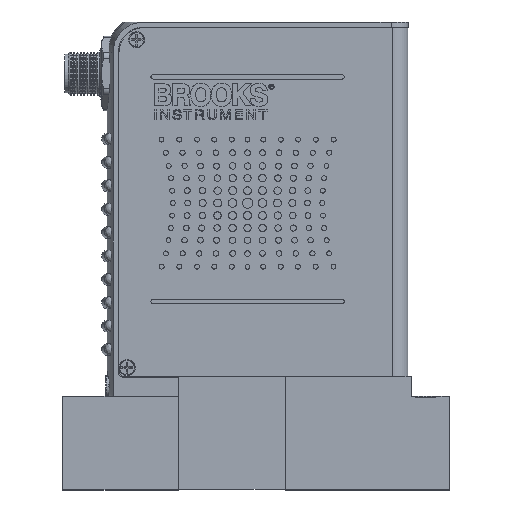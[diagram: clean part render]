
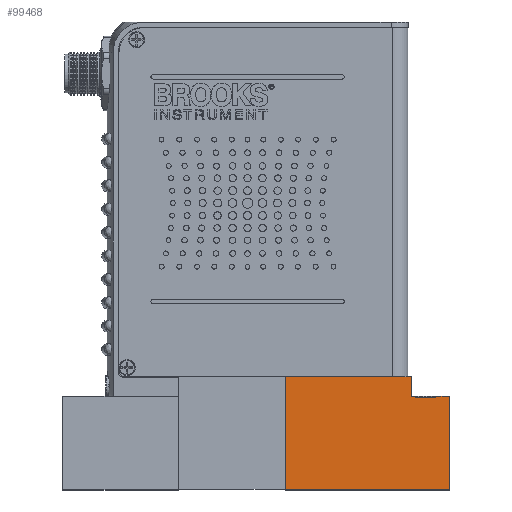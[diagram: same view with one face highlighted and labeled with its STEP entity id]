
A CAD part, top view. The second image highlights one B-rep face of the part: STEP entity #99468.
In plain terms, the highlighted planar face has unit normal (0, 0, 1).
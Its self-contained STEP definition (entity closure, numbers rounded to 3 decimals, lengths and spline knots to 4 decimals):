
#441 = CARTESIAN_POINT ( 'NONE',  ( 1.0259, 0.8811, 0.56 ) ) ;
#3632 = VECTOR ( 'NONE', #18309, 39.3701 ) ;
#6157 = VECTOR ( 'NONE', #36338, 39.3701 ) ;
#7851 = CARTESIAN_POINT ( 'NONE',  ( 1.0713, 0.8711, 0.56 ) ) ;
#9664 = CARTESIAN_POINT ( 'NONE',  ( 1.2906, 0.8811, 0.56 ) ) ;
#11168 = DIRECTION ( 'NONE',  ( 1., 0., 0. ) ) ;
#16218 = VECTOR ( 'NONE', #64012, 39.3701 ) ;
#18309 = DIRECTION ( 'NONE',  ( 0., 1., 0. ) ) ;
#20383 = VERTEX_POINT ( 'NONE', #9664 ) ;
#22093 = CARTESIAN_POINT ( 'NONE',  ( 1.4349, -0.1189, 0.56 ) ) ;
#24103 = EDGE_CURVE ( 'NONE', #37610, #134836, #27013, .T. ) ;
#25662 = CARTESIAN_POINT ( 'NONE',  ( 1.0713, 0.8711, 0.56 ) ) ;
#26670 = CARTESIAN_POINT ( 'NONE',  ( 1.2906, 0.8711, 0.56 ) ) ;
#26721 = DIRECTION ( 'NONE',  ( -1., 0., 0. ) ) ;
#27013 = LINE ( 'NONE', #25662, #38965 ) ;
#28460 = ORIENTED_EDGE ( 'NONE', *, *, #80623, .T. ) ;
#29406 = ORIENTED_EDGE ( 'NONE', *, *, #95870, .F. ) ;
#31465 = CARTESIAN_POINT ( 'NONE',  ( 1.2906, 0.8711, 0.56 ) ) ;
#33277 = VECTOR ( 'NONE', #79570, 39.3701 ) ;
#35128 = CARTESIAN_POINT ( 'NONE',  ( -0.3191, 1.0881, 0.56 ) ) ;
#35215 = VERTEX_POINT ( 'NONE', #35128 ) ;
#36023 = VECTOR ( 'NONE', #36297, 39.3701 ) ;
#36297 = DIRECTION ( 'NONE',  ( 1., 0., 0. ) ) ;
#36338 = DIRECTION ( 'NONE',  ( 0., -1., 0. ) ) ;
#37255 = CARTESIAN_POINT ( 'NONE',  ( -0.3191, -0.1189, 0.56 ) ) ;
#37610 = VERTEX_POINT ( 'NONE', #7851 ) ;
#37688 = CARTESIAN_POINT ( 'NONE',  ( 1.0713, 0.8811, 0.56 ) ) ;
#38965 = VECTOR ( 'NONE', #88173, 39.3701 ) ;
#40938 = EDGE_CURVE ( 'NONE', #37610, #70065, #65341, .T. ) ;
#41442 = LINE ( 'NONE', #103908, #113885 ) ;
#44793 = DIRECTION ( 'NONE',  ( 1., 0., 0. ) ) ;
#46100 = DIRECTION ( 'NONE',  ( 0., -1., 0. ) ) ;
#53922 = EDGE_CURVE ( 'NONE', #113617, #86648, #74876, .T. ) ;
#54165 = CARTESIAN_POINT ( 'NONE',  ( 1.0259, 1.0881, 0.56 ) ) ;
#54660 = ORIENTED_EDGE ( 'NONE', *, *, #24103, .T. ) ;
#57041 = VERTEX_POINT ( 'NONE', #37255 ) ;
#61567 = CARTESIAN_POINT ( 'NONE',  ( 1.0259, 0.8811, 0.56 ) ) ;
#62731 = AXIS2_PLACEMENT_3D ( 'NONE', #88545, #87898, #26721 ) ;
#64012 = DIRECTION ( 'NONE',  ( 0., -1., 0. ) ) ;
#64134 = CARTESIAN_POINT ( 'NONE',  ( 1.4349, 0.8811, 0.56 ) ) ;
#64141 = EDGE_CURVE ( 'NONE', #35215, #57041, #103883, .T. ) ;
#65341 = LINE ( 'NONE', #107308, #85178 ) ;
#66273 = VECTOR ( 'NONE', #95754, 39.3701 ) ;
#66779 = EDGE_CURVE ( 'NONE', #20383, #70065, #67190, .T. ) ;
#67190 = LINE ( 'NONE', #26670, #6157 ) ;
#70065 = VERTEX_POINT ( 'NONE', #31465 ) ;
#70363 = ORIENTED_EDGE ( 'NONE', *, *, #87240, .T. ) ;
#70610 = LINE ( 'NONE', #97730, #33277 ) ;
#71542 = EDGE_CURVE ( 'NONE', #35215, #129399, #70610, .T. ) ;
#72905 = CARTESIAN_POINT ( 'NONE',  ( -0.3191, 1.0881, 0.56 ) ) ;
#74876 = LINE ( 'NONE', #127799, #107004 ) ;
#79178 = EDGE_LOOP ( 'NONE', ( #99768, #54660, #112848, #28460, #84905, #89857, #70363, #85912, #29406, #84806 ) ) ;
#79570 = DIRECTION ( 'NONE',  ( 1., 0., 0. ) ) ;
#80623 = EDGE_CURVE ( 'NONE', #110133, #129399, #100782, .T. ) ;
#84309 = EDGE_CURVE ( 'NONE', #110133, #134836, #126649, .T. ) ;
#84806 = ORIENTED_EDGE ( 'NONE', *, *, #66779, .T. ) ;
#84905 = ORIENTED_EDGE ( 'NONE', *, *, #71542, .F. ) ;
#85178 = VECTOR ( 'NONE', #44793, 39.3701 ) ;
#85912 = ORIENTED_EDGE ( 'NONE', *, *, #53922, .F. ) ;
#86648 = VERTEX_POINT ( 'NONE', #22093 ) ;
#87240 = EDGE_CURVE ( 'NONE', #57041, #86648, #121399, .T. ) ;
#87898 = DIRECTION ( 'NONE',  ( 0., 0., -1. ) ) ;
#88173 = DIRECTION ( 'NONE',  ( 0., 1., 0. ) ) ;
#88545 = CARTESIAN_POINT ( 'NONE',  ( -0.3191, 1.0881, 0.56 ) ) ;
#89857 = ORIENTED_EDGE ( 'NONE', *, *, #64141, .T. ) ;
#90017 = CARTESIAN_POINT ( 'NONE',  ( 1.4349, 0.8811, 0.56 ) ) ;
#95330 = FACE_OUTER_BOUND ( 'NONE', #79178, .T. ) ;
#95754 = DIRECTION ( 'NONE',  ( 1., 0., 0. ) ) ;
#95870 = EDGE_CURVE ( 'NONE', #20383, #113617, #41442, .T. ) ;
#97730 = CARTESIAN_POINT ( 'NONE',  ( -0.3191, 1.0881, 0.56 ) ) ;
#99468 = ADVANCED_FACE ( 'NONE', ( #95330 ), #131135, .F. ) ;
#99768 = ORIENTED_EDGE ( 'NONE', *, *, #40938, .F. ) ;
#100782 = LINE ( 'NONE', #61567, #3632 ) ;
#103883 = LINE ( 'NONE', #72905, #16218 ) ;
#103908 = CARTESIAN_POINT ( 'NONE',  ( 1.4349, 0.8811, 0.56 ) ) ;
#107004 = VECTOR ( 'NONE', #46100, 39.3701 ) ;
#107308 = CARTESIAN_POINT ( 'NONE',  ( -0.3191, 0.8711, 0.56 ) ) ;
#110133 = VERTEX_POINT ( 'NONE', #441 ) ;
#112848 = ORIENTED_EDGE ( 'NONE', *, *, #84309, .F. ) ;
#113617 = VERTEX_POINT ( 'NONE', #90017 ) ;
#113885 = VECTOR ( 'NONE', #11168, 39.3701 ) ;
#121399 = LINE ( 'NONE', #130351, #36023 ) ;
#126649 = LINE ( 'NONE', #64134, #66273 ) ;
#127799 = CARTESIAN_POINT ( 'NONE',  ( 1.4349, 1.0881, 0.56 ) ) ;
#129399 = VERTEX_POINT ( 'NONE', #54165 ) ;
#130351 = CARTESIAN_POINT ( 'NONE',  ( -0.3191, -0.1189, 0.56 ) ) ;
#131135 = PLANE ( 'NONE',  #62731 ) ;
#134836 = VERTEX_POINT ( 'NONE', #37688 ) ;
